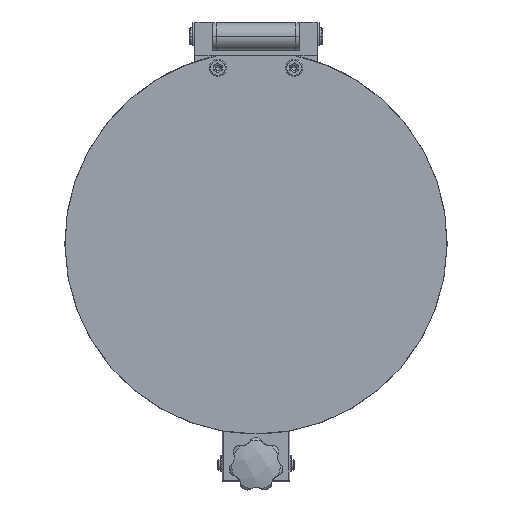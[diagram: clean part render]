
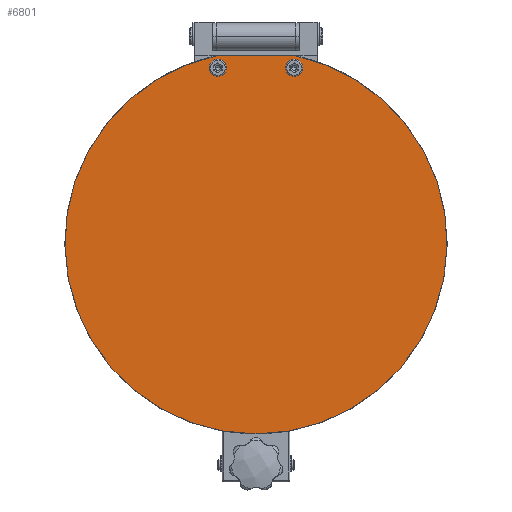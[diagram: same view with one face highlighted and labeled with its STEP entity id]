
A CAD part, top view. The second image highlights one B-rep face of the part: STEP entity #6801.
In plain terms, the highlighted planar face has unit normal (0, 0, 1).
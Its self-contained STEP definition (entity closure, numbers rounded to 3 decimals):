
#872 = AXIS2_PLACEMENT_3D ( 'NONE', #4322, #18980, #6398 ) ;
#1713 = DIRECTION ( 'NONE',  ( 0., 0., 1. ) ) ;
#2293 = EDGE_LOOP ( 'NONE', ( #7350, #15062 ) ) ;
#3189 = CARTESIAN_POINT ( 'NONE',  ( 23.5, 110.018, 32. ) ) ;
#3248 = CIRCLE ( 'NONE', #17106, 3.5 ) ;
#3250 = CARTESIAN_POINT ( 'NONE',  ( 22.5, 106.518, 32. ) ) ;
#3811 = VERTEX_POINT ( 'NONE', #5523 ) ;
#3858 = DIRECTION ( 'NONE',  ( -1., 0., 0. ) ) ;
#4097 = AXIS2_PLACEMENT_3D ( 'NONE', #16808, #4267, #18933 ) ;
#4267 = DIRECTION ( 'NONE',  ( 0., 0., 1. ) ) ;
#4322 = CARTESIAN_POINT ( 'NONE',  ( 22.5, 103.018, 32. ) ) ;
#5523 = CARTESIAN_POINT ( 'NONE',  ( -22.5, 106.518, 32. ) ) ;
#5974 = CIRCLE ( 'NONE', #872, 3.5 ) ;
#6047 = VERTEX_POINT ( 'NONE', #8863 ) ;
#6398 = DIRECTION ( 'NONE',  ( 0., 1., 0. ) ) ;
#6801 = ADVANCED_FACE ( 'NONE', ( #12248, #17839, #22792 ), #20954, .T. ) ;
#6963 = EDGE_CURVE ( 'NONE', #22482, #10311, #17512, .T. ) ;
#7276 = EDGE_CURVE ( 'NONE', #10311, #22482, #24758, .T. ) ;
#7350 = ORIENTED_EDGE ( 'NONE', *, *, #22669, .F. ) ;
#8689 = EDGE_CURVE ( 'NONE', #21848, #3811, #17977, .T. ) ;
#8863 = CARTESIAN_POINT ( 'NONE',  ( 22.5, 99.518, 32. ) ) ;
#8891 = DIRECTION ( 'NONE',  ( 0., 0., 1. ) ) ;
#8907 = CARTESIAN_POINT ( 'NONE',  ( 0., 0., 32. ) ) ;
#9135 = AXIS2_PLACEMENT_3D ( 'NONE', #10947, #25706, #13062 ) ;
#10311 = VERTEX_POINT ( 'NONE', #3189 ) ;
#10947 = CARTESIAN_POINT ( 'NONE',  ( -22.5, 103.018, 32. ) ) ;
#11014 = DIRECTION ( 'NONE',  ( 0., 1., 0. ) ) ;
#12248 = FACE_BOUND ( 'NONE', #2293, .T. ) ;
#13062 = DIRECTION ( 'NONE',  ( 0., 1., 0. ) ) ;
#13545 = VECTOR ( 'NONE', #3858, 1000. ) ;
#14305 = CARTESIAN_POINT ( 'NONE',  ( 22.5, 103.018, 32. ) ) ;
#14527 = CARTESIAN_POINT ( 'NONE',  ( -22.5, 99.518, 32. ) ) ;
#15062 = ORIENTED_EDGE ( 'NONE', *, *, #8689, .F. ) ;
#16085 = ORIENTED_EDGE ( 'NONE', *, *, #6963, .T. ) ;
#16398 = DIRECTION ( 'NONE',  ( 0., 1., 0. ) ) ;
#16737 = AXIS2_PLACEMENT_3D ( 'NONE', #8907, #23646, #11014 ) ;
#16808 = CARTESIAN_POINT ( 'NONE',  ( 0., 0., 32. ) ) ;
#17106 = AXIS2_PLACEMENT_3D ( 'NONE', #14305, #1713, #16398 ) ;
#17512 = CIRCLE ( 'NONE', #16737, 112.5 ) ;
#17743 = EDGE_CURVE ( 'NONE', #24662, #6047, #5974, .T. ) ;
#17839 = FACE_BOUND ( 'NONE', #21217, .T. ) ;
#17977 = CIRCLE ( 'NONE', #9135, 3.5 ) ;
#18161 = CARTESIAN_POINT ( 'NONE',  ( -23.5, 110.018, 32. ) ) ;
#18842 = ORIENTED_EDGE ( 'NONE', *, *, #7276, .T. ) ;
#18933 = DIRECTION ( 'NONE',  ( 0., 1., 0. ) ) ;
#18980 = DIRECTION ( 'NONE',  ( 0., 0., 1. ) ) ;
#19160 = EDGE_CURVE ( 'NONE', #6047, #24662, #3248, .T. ) ;
#20416 = ORIENTED_EDGE ( 'NONE', *, *, #19160, .F. ) ;
#20954 = PLANE ( 'NONE',  #4097 ) ;
#21217 = EDGE_LOOP ( 'NONE', ( #25823, #20416 ) ) ;
#21489 = CARTESIAN_POINT ( 'NONE',  ( -22.5, 103.018, 32. ) ) ;
#21848 = VERTEX_POINT ( 'NONE', #14527 ) ;
#22378 = EDGE_LOOP ( 'NONE', ( #16085, #18842 ) ) ;
#22482 = VERTEX_POINT ( 'NONE', #18161 ) ;
#22592 = CARTESIAN_POINT ( 'NONE',  ( -23.5, 110.018, 32. ) ) ;
#22669 = EDGE_CURVE ( 'NONE', #3811, #21848, #25660, .T. ) ;
#22792 = FACE_OUTER_BOUND ( 'NONE', #22378, .T. ) ;
#23031 = AXIS2_PLACEMENT_3D ( 'NONE', #21489, #8891, #23628 ) ;
#23628 = DIRECTION ( 'NONE',  ( 0., 1., 0. ) ) ;
#23646 = DIRECTION ( 'NONE',  ( 0., 0., 1. ) ) ;
#24662 = VERTEX_POINT ( 'NONE', #3250 ) ;
#24758 = LINE ( 'NONE', #22592, #13545 ) ;
#25660 = CIRCLE ( 'NONE', #23031, 3.5 ) ;
#25706 = DIRECTION ( 'NONE',  ( 0., 0., 1. ) ) ;
#25823 = ORIENTED_EDGE ( 'NONE', *, *, #17743, .F. ) ;
